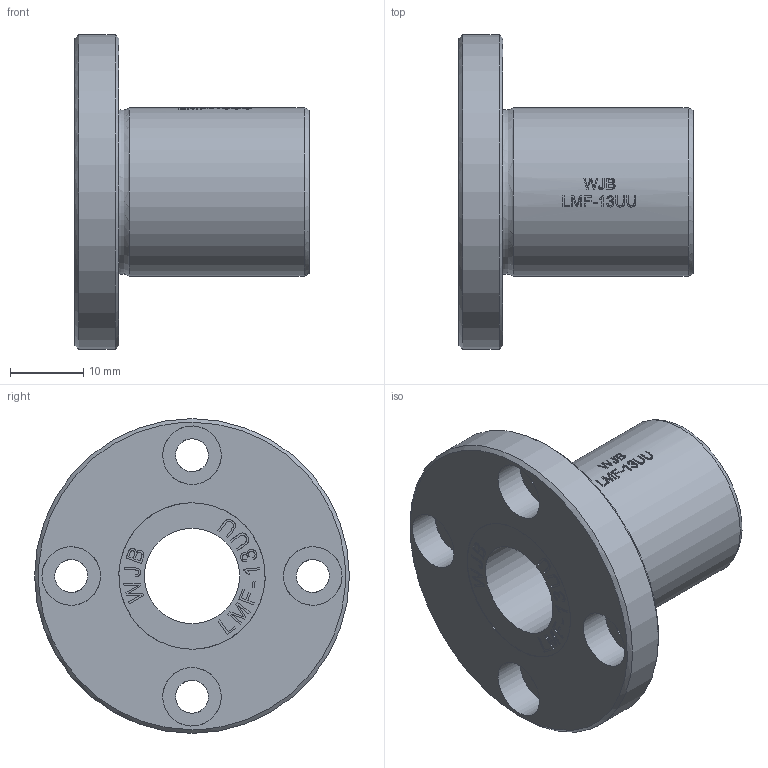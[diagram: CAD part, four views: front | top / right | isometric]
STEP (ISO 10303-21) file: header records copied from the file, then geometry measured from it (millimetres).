
FILE_DESCRIPTION(/* description */ (''),/* implementation_level */ '2;1');
FILE_NAME(/* name */ 'WJB-LMF-13UU.stp',/* time_stamp */ '2018-09-05T23:34:14+08:00',/* author */ (''),/* organization */ (''),/* preprocessor_version */ 'ST-DEVELOPER v11',/* originating_system */ 'SIEMENS UGS NX 6.0',/* authorisation */ '');
FILE_SCHEMA (('CONFIG_CONTROL_DESIGN'));
Length unit declared in the file: millimetre
Products named in the file (1): WJB-LMF-13UU
Bounding box: 32 x 43 x 43 mm (x, y, z)
Volume: 14183.6 mm3; surface area: 6987.8 mm2
Topology: 1 solids, 1 shells, 326 faces, 860 edges, 582 vertices
Faces by surface type: plane 209, extrusion 87, cylinder 26, cone 2, torus 2
Full cylindrical faces by diameter (mm): 4.5 x4, 8 x4, 13 x1, 20 x2, 23 x1, 43 x1
Entity records: 13143 total; most frequent: CARTESIAN_POINT 5586, ORIENTED_EDGE 1686, DIRECTION 1144, EDGE_CURVE 843, VERTEX_POINT 582, VECTOR 520, LINE 433, B_SPLINE_CURVE_WITH_KNOTS 425
